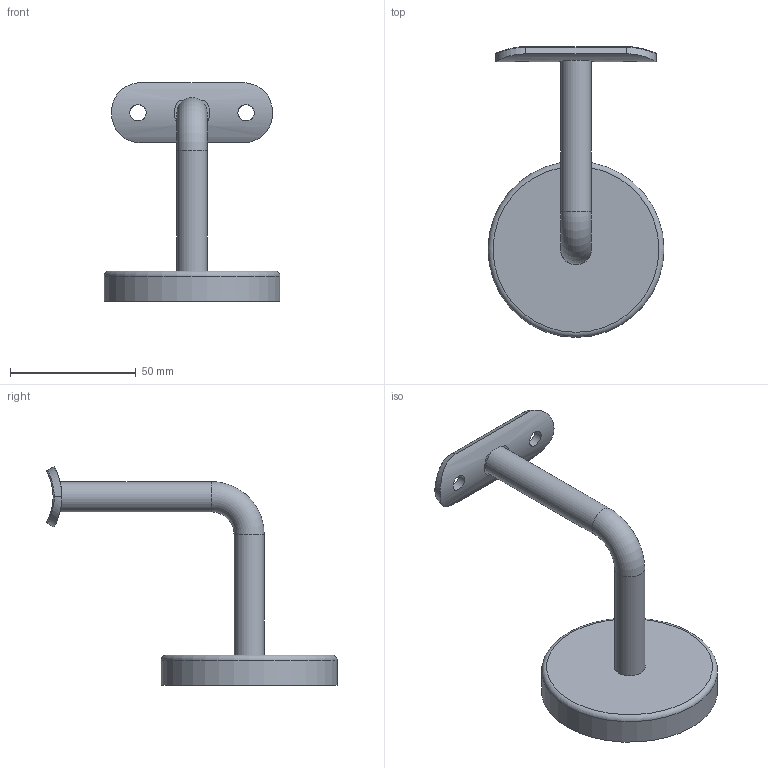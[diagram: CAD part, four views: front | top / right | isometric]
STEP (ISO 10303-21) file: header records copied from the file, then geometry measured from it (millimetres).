
FILE_DESCRIPTION (( 'STEP AP203' ), '1' );
FILE_NAME ('50501-V4A.step', '2019-10-16T06:25:48', ( '' ), ( '' ), 'SwSTEP 2.0', 'SolidWorks 2015', '' );
FILE_SCHEMA (( 'CONFIG_CONTROL_DESIGN' ));
Length unit declared in the file: millimetre
Products named in the file (12): 5050X-240 Teil2; 60182-240_60182-V4A; 5050X-240 Teil2_50501-V4A Teil2; 5050X-240 Teil3_5050X-V4A-AR; 60182-240; 5050X-240 Teil3; 5050X-240 Teil1; DIN-7991 M3-M10; 50501-V4A; 5050X-240 Teil1_50500-240-P; DIN-7991 M3-M10_DIN7991 M6x12
Assembly tree (6 placements, depth 2):
  5050X-240 Teil2
  60182-240
  5050X-240 Teil3
  5050X-240 Teil1
  50501-V4A
    5050X-240 Teil1_50500-240-P
    5050X-240 Teil3_5050X-V4A-AR
    5050X-240 Teil2_50501-V4A Teil2
    60182-240_60182-V4A
    DIN-7991 M3-M10_DIN7991 M6x12
Bounding box: 70 x 115.49 x 87 mm (x, y, z)
Volume: 32831.9 mm3; surface area: 29494.3 mm2
Topology: 5 solids, 5 shells, 329 faces, 850 edges, 559 vertices
Faces by surface type: plane 175, bspline 89, cylinder 40, torus 19, cone 6
Full cylindrical faces by diameter (mm): 5 x1, 6 x7, 6.5 x2, 7 x3, 8.2 x1, 9.8 x1, 10 x1, 12 x3, 12.4 x1, 12.5 x1, 68 x1, 70 x1
Entity records: 19761 total; most frequent: CARTESIAN_POINT 11606, ORIENTED_EDGE 1580, DIRECTION 1131, EDGE_CURVE 790, VERTEX_POINT 534, VECTOR 481, LINE 481, EDGE_LOOP 394
